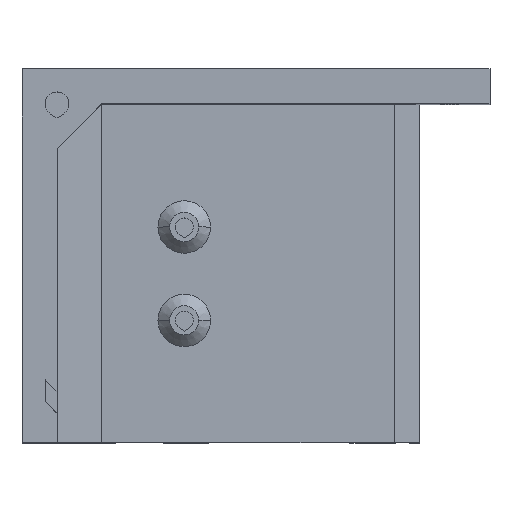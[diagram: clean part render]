
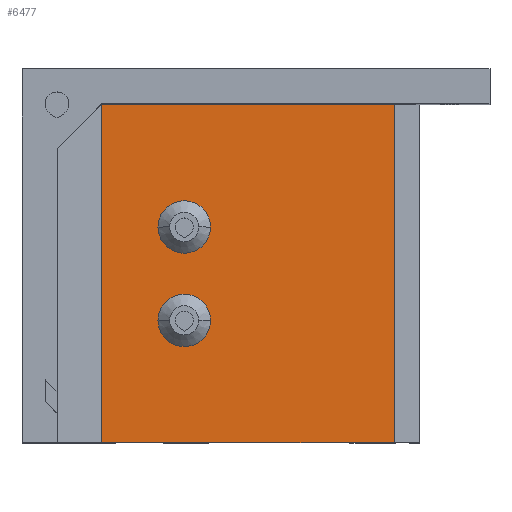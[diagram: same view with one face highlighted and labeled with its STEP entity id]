
A CAD part, top view. The second image highlights one B-rep face of the part: STEP entity #6477.
In plain terms, the highlighted planar face has unit normal (0, 0, 1).
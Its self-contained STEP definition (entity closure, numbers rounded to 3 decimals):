
#85 = DIRECTION ( 'NONE',  ( 1., 0., 0. ) ) ;
#255 = AXIS2_PLACEMENT_3D ( 'NONE', #2548, #1996, #2201 ) ;
#270 = VERTEX_POINT ( 'NONE', #4147 ) ;
#272 = CARTESIAN_POINT ( 'NONE',  ( 13.6, 58., -50.2 ) ) ;
#305 = LINE ( 'NONE', #2643, #894 ) ;
#390 = ORIENTED_EDGE ( 'NONE', *, *, #3542, .T. ) ;
#394 = VERTEX_POINT ( 'NONE', #7103 ) ;
#526 = CARTESIAN_POINT ( 'NONE',  ( 32.3, 37., -50.2 ) ) ;
#534 = CARTESIAN_POINT ( 'NONE',  ( 27.8, 21., -50.2 ) ) ;
#536 = DIRECTION ( 'NONE',  ( 0., -1., 0. ) ) ;
#835 = DIRECTION ( 'NONE',  ( 0., 0., -1. ) ) ;
#894 = VECTOR ( 'NONE', #2016, 1000. ) ;
#895 = CARTESIAN_POINT ( 'NONE',  ( 32.3, 21., -50.2 ) ) ;
#1115 = DIRECTION ( 'NONE',  ( 0., 0., -1. ) ) ;
#1265 = ORIENTED_EDGE ( 'NONE', *, *, #6641, .T. ) ;
#1412 = EDGE_CURVE ( 'NONE', #6892, #4057, #6469, .T. ) ;
#1435 = PLANE ( 'NONE',  #255 ) ;
#1669 = FACE_OUTER_BOUND ( 'NONE', #4507, .T. ) ;
#1699 = CARTESIAN_POINT ( 'NONE',  ( 23.3, 37., -50.2 ) ) ;
#1759 = EDGE_CURVE ( 'NONE', #4057, #6892, #3375, .T. ) ;
#1983 = ORIENTED_EDGE ( 'NONE', *, *, #2539, .F. ) ;
#1996 = DIRECTION ( 'NONE',  ( 0., 0., 1. ) ) ;
#2016 = DIRECTION ( 'NONE',  ( -1., 0., 0. ) ) ;
#2201 = DIRECTION ( 'NONE',  ( 1., 0., 0. ) ) ;
#2272 = CARTESIAN_POINT ( 'NONE',  ( 27.8, 21., -50.2 ) ) ;
#2340 = ORIENTED_EDGE ( 'NONE', *, *, #4302, .T. ) ;
#2429 = CARTESIAN_POINT ( 'NONE',  ( 23.3, 21., -50.2 ) ) ;
#2539 = EDGE_CURVE ( 'NONE', #394, #3707, #4661, .T. ) ;
#2548 = CARTESIAN_POINT ( 'NONE',  ( 68.2, 58., -50.2 ) ) ;
#2592 = CARTESIAN_POINT ( 'NONE',  ( 13.6, 0., -50.2 ) ) ;
#2643 = CARTESIAN_POINT ( 'NONE',  ( 68.2, 58., -50.2 ) ) ;
#3100 = DIRECTION ( 'NONE',  ( 1., 0., 0. ) ) ;
#3158 = VERTEX_POINT ( 'NONE', #1699 ) ;
#3229 = CIRCLE ( 'NONE', #6555, 4.5 ) ;
#3255 = AXIS2_PLACEMENT_3D ( 'NONE', #534, #5061, #3400 ) ;
#3322 = LINE ( 'NONE', #2592, #6109 ) ;
#3343 = FACE_BOUND ( 'NONE', #6004, .T. ) ;
#3375 = CIRCLE ( 'NONE', #6230, 4.5 ) ;
#3400 = DIRECTION ( 'NONE',  ( 1., 0., 0. ) ) ;
#3542 = EDGE_CURVE ( 'NONE', #6493, #3707, #3322, .T. ) ;
#3623 = ORIENTED_EDGE ( 'NONE', *, *, #1759, .T. ) ;
#3629 = CARTESIAN_POINT ( 'NONE',  ( 13.6, 0., -50.2 ) ) ;
#3652 = EDGE_CURVE ( 'NONE', #394, #270, #6832, .T. ) ;
#3683 = ORIENTED_EDGE ( 'NONE', *, *, #1412, .T. ) ;
#3699 = CIRCLE ( 'NONE', #5841, 4.5 ) ;
#3707 = VERTEX_POINT ( 'NONE', #3629 ) ;
#4047 = VERTEX_POINT ( 'NONE', #526 ) ;
#4057 = VERTEX_POINT ( 'NONE', #2429 ) ;
#4073 = CARTESIAN_POINT ( 'NONE',  ( 68.2, 0., -50.2 ) ) ;
#4147 = CARTESIAN_POINT ( 'NONE',  ( 63.8, 58., -50.2 ) ) ;
#4302 = EDGE_CURVE ( 'NONE', #270, #6493, #305, .T. ) ;
#4469 = DIRECTION ( 'NONE',  ( 1., 0., 0. ) ) ;
#4501 = DIRECTION ( 'NONE',  ( 0., 0., -1. ) ) ;
#4507 = EDGE_LOOP ( 'NONE', ( #1983, #6509, #2340, #390 ) ) ;
#4661 = LINE ( 'NONE', #4073, #6942 ) ;
#5061 = DIRECTION ( 'NONE',  ( 0., 0., -1. ) ) ;
#5179 = EDGE_LOOP ( 'NONE', ( #3623, #3683 ) ) ;
#5841 = AXIS2_PLACEMENT_3D ( 'NONE', #6891, #1115, #85 ) ;
#5872 = VECTOR ( 'NONE', #6187, 1000. ) ;
#6004 = EDGE_LOOP ( 'NONE', ( #1265, #6729 ) ) ;
#6109 = VECTOR ( 'NONE', #536, 1000. ) ;
#6187 = DIRECTION ( 'NONE',  ( 0., 1., 0. ) ) ;
#6230 = AXIS2_PLACEMENT_3D ( 'NONE', #2272, #4501, #4469 ) ;
#6469 = CIRCLE ( 'NONE', #3255, 4.5 ) ;
#6477 = ADVANCED_FACE ( 'NONE', ( #7083, #3343, #1669 ), #1435, .T. ) ;
#6493 = VERTEX_POINT ( 'NONE', #272 ) ;
#6509 = ORIENTED_EDGE ( 'NONE', *, *, #3652, .T. ) ;
#6555 = AXIS2_PLACEMENT_3D ( 'NONE', #7331, #835, #3100 ) ;
#6600 = EDGE_CURVE ( 'NONE', #4047, #3158, #3229, .T. ) ;
#6641 = EDGE_CURVE ( 'NONE', #3158, #4047, #3699, .T. ) ;
#6729 = ORIENTED_EDGE ( 'NONE', *, *, #6600, .T. ) ;
#6832 = LINE ( 'NONE', #6904, #5872 ) ;
#6891 = CARTESIAN_POINT ( 'NONE',  ( 27.8, 37., -50.2 ) ) ;
#6892 = VERTEX_POINT ( 'NONE', #895 ) ;
#6904 = CARTESIAN_POINT ( 'NONE',  ( 63.8, 58., -50.2 ) ) ;
#6940 = DIRECTION ( 'NONE',  ( -1., 0., 0. ) ) ;
#6942 = VECTOR ( 'NONE', #6940, 1000. ) ;
#7083 = FACE_BOUND ( 'NONE', #5179, .T. ) ;
#7103 = CARTESIAN_POINT ( 'NONE',  ( 63.8, 0., -50.2 ) ) ;
#7331 = CARTESIAN_POINT ( 'NONE',  ( 27.8, 37., -50.2 ) ) ;
